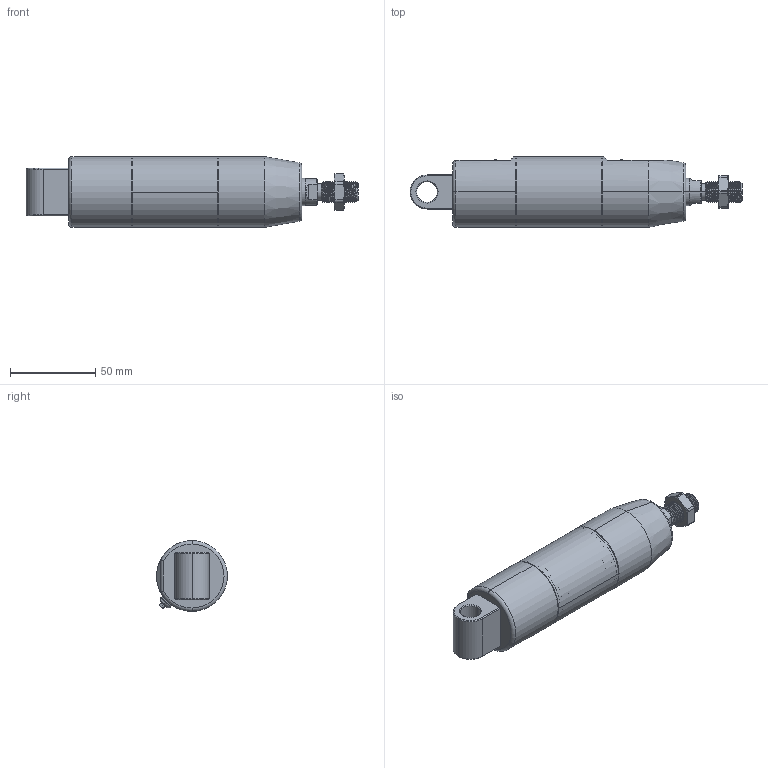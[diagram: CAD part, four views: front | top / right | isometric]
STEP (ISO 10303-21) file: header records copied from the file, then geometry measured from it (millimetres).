
FILE_DESCRIPTION (( 'STEP AP214' ), '1' );
FILE_NAME ('U040 0000 1116.STEP', '2021-05-05T07:51:50', ( '' ), ( '' ), 'SwSTEP 2.0', 'SolidWorks 2019', '' );
FILE_SCHEMA (( 'AUTOMOTIVE_DESIGN' ));
Length unit declared in the file: millimetre
Products named in the file (19): 9016-34_9016-34-0; 9037-01-1; Stempeltætning_E44030N3578; Afstryger (32-125)_407285; 1040-11; Bremseskrue 16-50; 9040-35-R_1040-35-0; 9040-36JB2_9040-36JB2; Stempelstangsmøtrik_U1904030; Oring_ORING 37,82 X 1,78; Bolt-DIN912_M10x35; Bremsepakning_PP2028N3589; Leje_PAP1610P11; 9036-01; Magnet_9340; 1040-16; Oring_ORING 02,9 X 1,2; U040 0000 1116
Assembly tree (25 placements, depth 3):
  U040 0000 1116
    1040-11
    1040-16
    9016-34_9016-34-0
    9040-35-R_1040-35-0
    Bremseskrue 16-50
      9036-01
      9037-01-1
      Oring_ORING 02,9 X 1,2
    Bremseskrue 16-50
      9036-01
      9037-01-1
      Oring_ORING 02,9 X 1,2
    Afstryger (32-125)_407285
    9040-36JB2_9040-36JB2  x2
    Bolt-DIN912_M10x35
    Oring_ORING 37,82 X 1,78  x2
    Magnet_9340
    Stempeltætning_E44030N3578  x2
    Leje_PAP1610P11
    Bremsepakning_PP2028N3589  x2
    Stempelstangsmøtrik_U1904030
Bounding box: 195 x 41.6 x 41.6 mm (x, y, z)
Volume: 173697.6 mm3; surface area: 85730.2 mm2
Topology: 23 solids, 23 shells, 705 faces, 1608 edges, 989 vertices
Faces by surface type: cylinder 292, plane 180, cone 151, torus 73, bspline 9
Entity records: 28250 total; most frequent: CARTESIAN_POINT 15208, DIRECTION 2632, ORIENTED_EDGE 2536, EDGE_CURVE 1268, AXIS2_PLACEMENT_3D 1085, VERTEX_POINT 784, EDGE_LOOP 624, FACE_OUTER_BOUND 551
